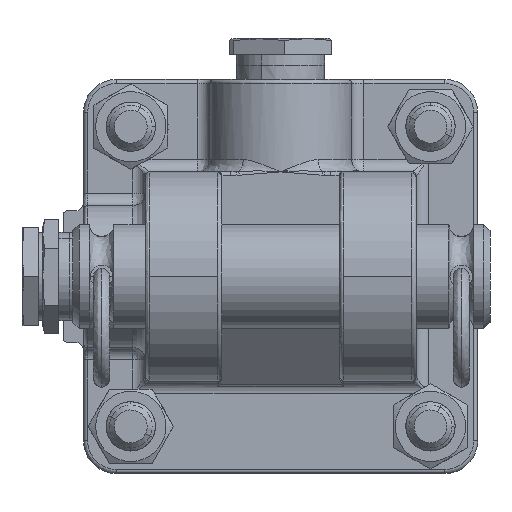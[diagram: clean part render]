
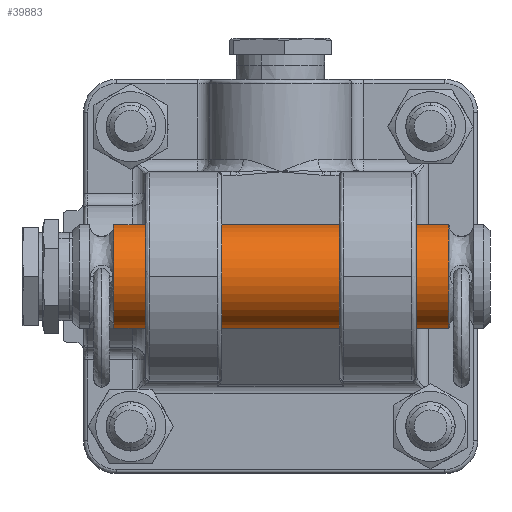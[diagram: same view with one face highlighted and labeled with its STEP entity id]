
A CAD part, left-side view. The second image highlights one B-rep face of the part: STEP entity #39883.
In plain terms, the highlighted cylindrical face has radius 12.65 mm (diameter 25.3 mm), a partial arc.
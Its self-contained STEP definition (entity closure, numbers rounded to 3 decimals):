
#473 = DIRECTION ( 'NONE',  ( 1., 0., 0. ) ) ;
#3234 = EDGE_CURVE ( 'NONE', #3562, #10871, #33722, .T. ) ;
#3562 = VERTEX_POINT ( 'NONE', #32240 ) ;
#3816 = VERTEX_POINT ( 'NONE', #32808 ) ;
#4841 = AXIS2_PLACEMENT_3D ( 'NONE', #35731, #32269, #16115 ) ;
#5492 = CARTESIAN_POINT ( 'NONE',  ( 91.6, 0., 0. ) ) ;
#5878 = VECTOR ( 'NONE', #33490, 1000. ) ;
#6304 = ORIENTED_EDGE ( 'NONE', *, *, #22539, .T. ) ;
#6455 = DIRECTION ( 'NONE',  ( -1., 0., 0. ) ) ;
#8220 = ORIENTED_EDGE ( 'NONE', *, *, #3234, .F. ) ;
#9793 = AXIS2_PLACEMENT_3D ( 'NONE', #24753, #11631, #24184 ) ;
#9901 = CARTESIAN_POINT ( 'NONE',  ( 10., -12.65, 0. ) ) ;
#10818 = VERTEX_POINT ( 'NONE', #9901 ) ;
#10871 = VERTEX_POINT ( 'NONE', #27142 ) ;
#10959 = CARTESIAN_POINT ( 'NONE',  ( 10., 0., -12.65 ) ) ;
#11104 = EDGE_CURVE ( 'NONE', #3562, #10818, #27910, .T. ) ;
#11631 = DIRECTION ( 'NONE',  ( 1., 0., 0. ) ) ;
#12121 = DIRECTION ( 'NONE',  ( 0., 0., -1. ) ) ;
#14551 = ORIENTED_EDGE ( 'NONE', *, *, #21829, .T. ) ;
#15626 = CARTESIAN_POINT ( 'NONE',  ( 91.6, -12.65, 0. ) ) ;
#16115 = DIRECTION ( 'NONE',  ( 0., 0., -1. ) ) ;
#17903 = ORIENTED_EDGE ( 'NONE', *, *, #21975, .T. ) ;
#18363 = FACE_OUTER_BOUND ( 'NONE', #30843, .T. ) ;
#19122 = VERTEX_POINT ( 'NONE', #15626 ) ;
#19167 = DIRECTION ( 'NONE',  ( 0., 0., -1. ) ) ;
#20053 = AXIS2_PLACEMENT_3D ( 'NONE', #35623, #36053, #19167 ) ;
#21532 = CARTESIAN_POINT ( 'NONE',  ( 10., 0., -12.65 ) ) ;
#21829 = EDGE_CURVE ( 'NONE', #10818, #26467, #41859, .T. ) ;
#21975 = EDGE_CURVE ( 'NONE', #3816, #19122, #26303, .T. ) ;
#22485 = CIRCLE ( 'NONE', #33907, 12.65 ) ;
#22539 = EDGE_CURVE ( 'NONE', #26467, #3816, #34468, .T. ) ;
#22969 = CYLINDRICAL_SURFACE ( 'NONE', #9793, 12.65 ) ;
#23492 = CARTESIAN_POINT ( 'NONE',  ( 10., 0., 12.65 ) ) ;
#24184 = DIRECTION ( 'NONE',  ( 0., 0., -1. ) ) ;
#24753 = CARTESIAN_POINT ( 'NONE',  ( 10., 0., 0. ) ) ;
#26303 = CIRCLE ( 'NONE', #38856, 12.65 ) ;
#26467 = VERTEX_POINT ( 'NONE', #21532 ) ;
#26532 = ORIENTED_EDGE ( 'NONE', *, *, #42084, .T. ) ;
#27142 = CARTESIAN_POINT ( 'NONE',  ( 91.6, 0., 12.65 ) ) ;
#27910 = CIRCLE ( 'NONE', #20053, 12.65 ) ;
#29739 = DIRECTION ( 'NONE',  ( 0., 0., -1. ) ) ;
#30843 = EDGE_LOOP ( 'NONE', ( #8220, #40629, #14551, #6304, #17903, #26532 ) ) ;
#32035 = DIRECTION ( 'NONE',  ( -1., 0., 0. ) ) ;
#32240 = CARTESIAN_POINT ( 'NONE',  ( 10., 0., 12.65 ) ) ;
#32269 = DIRECTION ( 'NONE',  ( 1., 0., 0. ) ) ;
#32422 = VECTOR ( 'NONE', #473, 1000. ) ;
#32808 = CARTESIAN_POINT ( 'NONE',  ( 91.6, 0., -12.65 ) ) ;
#33490 = DIRECTION ( 'NONE',  ( 1., 0., 0. ) ) ;
#33722 = LINE ( 'NONE', #23492, #5878 ) ;
#33907 = AXIS2_PLACEMENT_3D ( 'NONE', #5492, #32035, #12121 ) ;
#34468 = LINE ( 'NONE', #10959, #32422 ) ;
#35623 = CARTESIAN_POINT ( 'NONE',  ( 10., 0., 0. ) ) ;
#35731 = CARTESIAN_POINT ( 'NONE',  ( 10., 0., 0. ) ) ;
#36053 = DIRECTION ( 'NONE',  ( 1., 0., 0. ) ) ;
#38856 = AXIS2_PLACEMENT_3D ( 'NONE', #39633, #6455, #29739 ) ;
#39633 = CARTESIAN_POINT ( 'NONE',  ( 91.6, 0., 0. ) ) ;
#39883 = ADVANCED_FACE ( 'NONE', ( #18363 ), #22969, .T. ) ;
#40629 = ORIENTED_EDGE ( 'NONE', *, *, #11104, .T. ) ;
#41859 = CIRCLE ( 'NONE', #4841, 12.65 ) ;
#42084 = EDGE_CURVE ( 'NONE', #19122, #10871, #22485, .T. ) ;
